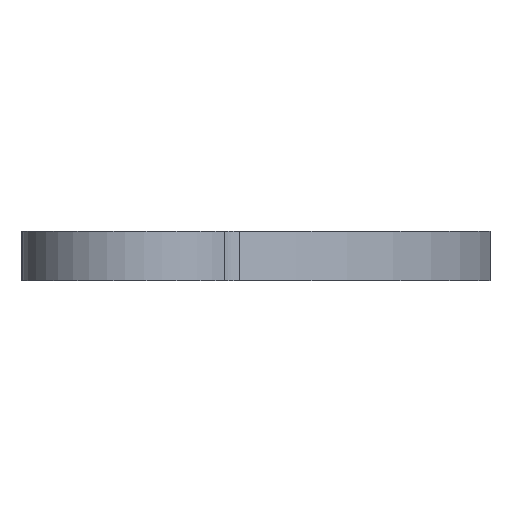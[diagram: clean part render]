
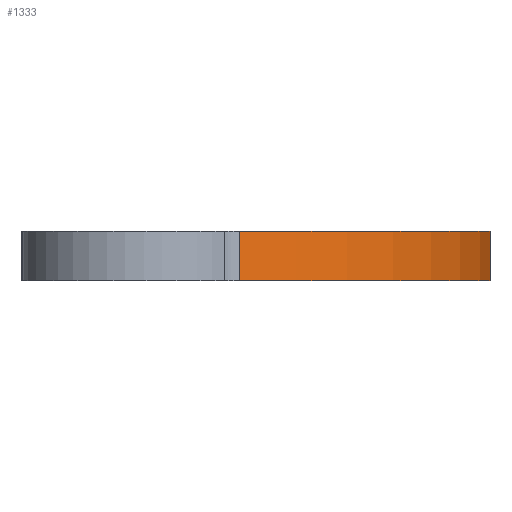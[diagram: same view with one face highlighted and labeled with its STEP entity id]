
A CAD part, front view. The second image highlights one B-rep face of the part: STEP entity #1333.
In plain terms, the highlighted cylindrical face has radius 57.543 mm (diameter 115.087 mm), a partial arc.
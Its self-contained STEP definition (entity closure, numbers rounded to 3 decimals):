
#88 = ORIENTED_EDGE ( 'NONE', *, *, #461, .T. ) ;
#166 = DIRECTION ( 'NONE',  ( 0., 0., 1. ) ) ;
#236 = CYLINDRICAL_SURFACE ( 'NONE', #1125, 57.543 ) ;
#259 = EDGE_CURVE ( 'NONE', #1536, #537, #721, .T. ) ;
#332 = CIRCLE ( 'NONE', #2427, 57.543 ) ;
#340 = EDGE_CURVE ( 'NONE', #1197, #1266, #332, .T. ) ;
#407 = DIRECTION ( 'NONE',  ( 0., 0., -1. ) ) ;
#454 = CARTESIAN_POINT ( 'NONE',  ( 16.101, -129.755, 0. ) ) ;
#461 = EDGE_CURVE ( 'NONE', #537, #1266, #1857, .T. ) ;
#537 = VERTEX_POINT ( 'NONE', #454 ) ;
#573 = CARTESIAN_POINT ( 'NONE',  ( 0., -185., 8. ) ) ;
#721 = CIRCLE ( 'NONE', #1987, 57.543 ) ;
#757 = ORIENTED_EDGE ( 'NONE', *, *, #2318, .T. ) ;
#758 = DIRECTION ( 'NONE',  ( 0., 0., -1. ) ) ;
#827 = ORIENTED_EDGE ( 'NONE', *, *, #259, .T. ) ;
#868 = DIRECTION ( 'NONE',  ( 1., 0., 0. ) ) ;
#917 = DIRECTION ( 'NONE',  ( 1., 0., 0. ) ) ;
#929 = DIRECTION ( 'NONE',  ( 0., 0., 1. ) ) ;
#1008 = CARTESIAN_POINT ( 'NONE',  ( 16.101, -129.755, 8. ) ) ;
#1086 = CARTESIAN_POINT ( 'NONE',  ( 0., -185., 0. ) ) ;
#1125 = AXIS2_PLACEMENT_3D ( 'NONE', #1345, #407, #2097 ) ;
#1154 = ORIENTED_EDGE ( 'NONE', *, *, #340, .F. ) ;
#1169 = CARTESIAN_POINT ( 'NONE',  ( 16.775, -240.044, 8. ) ) ;
#1197 = VERTEX_POINT ( 'NONE', #1169 ) ;
#1266 = VERTEX_POINT ( 'NONE', #1008 ) ;
#1280 = CARTESIAN_POINT ( 'NONE',  ( 16.775, -240.044, 0. ) ) ;
#1333 = ADVANCED_FACE ( 'NONE', ( #1930 ), #236, .T. ) ;
#1345 = CARTESIAN_POINT ( 'NONE',  ( 0., -185., 8. ) ) ;
#1400 = VECTOR ( 'NONE', #166, 1000. ) ;
#1536 = VERTEX_POINT ( 'NONE', #1280 ) ;
#1706 = CARTESIAN_POINT ( 'NONE',  ( 16.775, -240.044, 8. ) ) ;
#1740 = LINE ( 'NONE', #1706, #1746 ) ;
#1746 = VECTOR ( 'NONE', #758, 1000. ) ;
#1829 = DIRECTION ( 'NONE',  ( 0., 0., 1. ) ) ;
#1857 = LINE ( 'NONE', #2253, #1400 ) ;
#1930 = FACE_OUTER_BOUND ( 'NONE', #2123, .T. ) ;
#1987 = AXIS2_PLACEMENT_3D ( 'NONE', #1086, #1829, #868 ) ;
#2097 = DIRECTION ( 'NONE',  ( -1., 0., 0. ) ) ;
#2123 = EDGE_LOOP ( 'NONE', ( #1154, #757, #827, #88 ) ) ;
#2253 = CARTESIAN_POINT ( 'NONE',  ( 16.101, -129.755, 8. ) ) ;
#2318 = EDGE_CURVE ( 'NONE', #1197, #1536, #1740, .T. ) ;
#2427 = AXIS2_PLACEMENT_3D ( 'NONE', #573, #929, #917 ) ;
